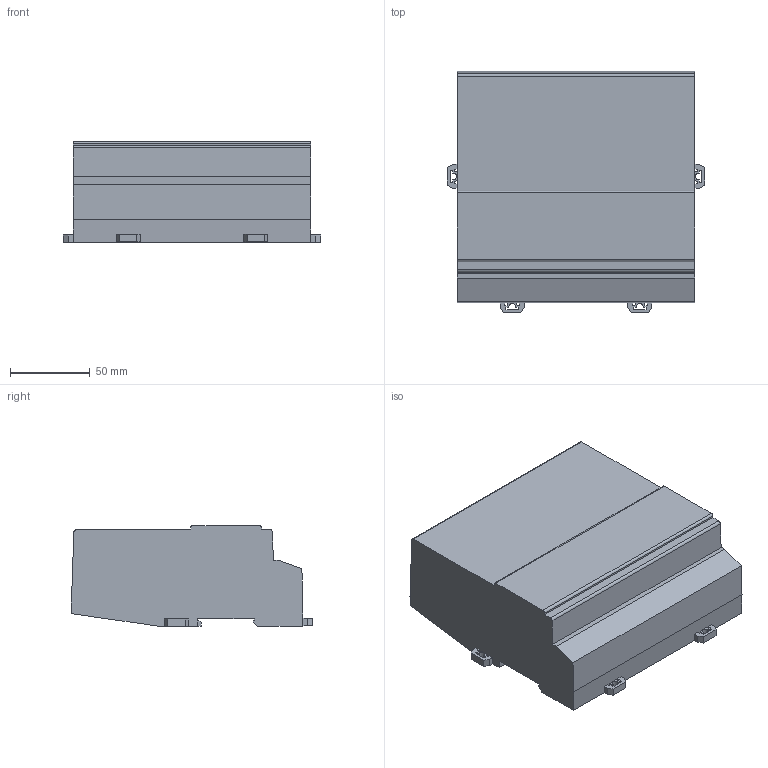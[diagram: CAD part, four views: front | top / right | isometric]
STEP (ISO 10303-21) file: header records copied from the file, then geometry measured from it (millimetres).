
FILE_DESCRIPTION((''),'2;1');
FILE_NAME('3d_BCG1212.stp','2014-06-05T07:58:39',(''),(''),'Mechanical Desktop 2011','Mechanical Desktop 2011',', , ');
FILE_SCHEMA(('CONFIG_CONTROL_DESIGN'));
Length unit declared in the file: millimetre
Products named in the file (1): Product
Bounding box: 161 x 151 x 63.2 mm (x, y, z)
Volume: 1200988.6 mm3; surface area: 78646.1 mm2
Topology: 3 solids, 3 shells, 126 faces, 529 edges, 562 vertices
Faces by surface type: plane 93, bspline 20, cylinder 13
Entity records: 5377 total; most frequent: CARTESIAN_POINT 1224, DIRECTION 836, ORIENTED_EDGE 744, VECTOR 436, LINE 436, EDGE_CURVE 372, VERTEX_POINT 248, AXIS2_PLACEMENT_3D 200
